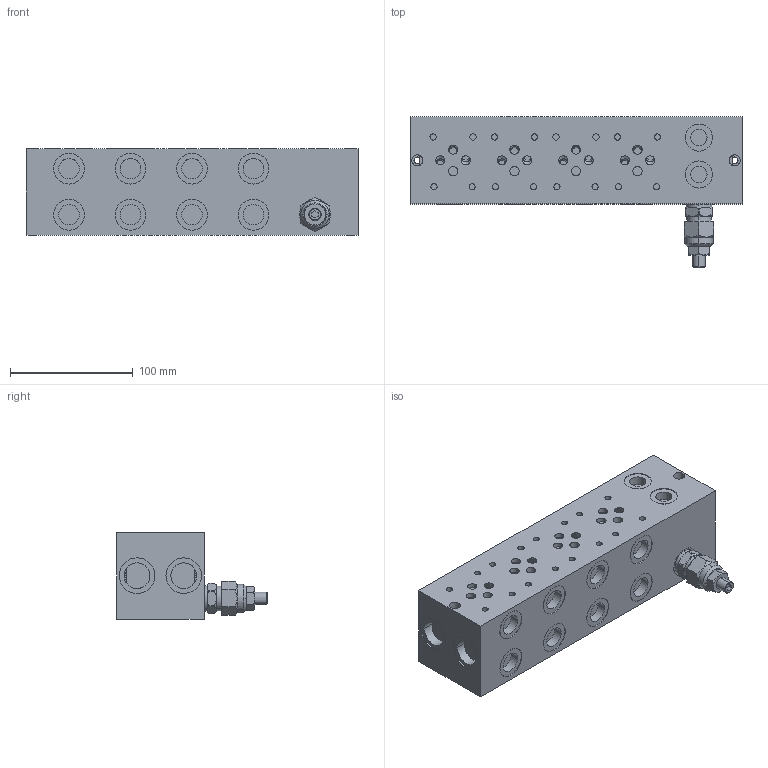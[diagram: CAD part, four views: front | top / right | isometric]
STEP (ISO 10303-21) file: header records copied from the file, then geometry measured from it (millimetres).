
FILE_DESCRIPTION( ( 'STEP AP214' ), '1' );
FILE_NAME( 'tmp0.step', '2009-03-30T09:53:01', ( ' ' ), ( ' ' ), 'XStep 1.0', ' ', ' ' );
FILE_SCHEMA( ( 'automotive_design' ) );
Length unit declared in the file: millimetre
Products named in the file (2): 1; 2
Bounding box: 270 x 122.4 x 70.5 mm (x, y, z)
Volume: 1320910.6 mm3; surface area: 108672.5 mm2
Topology: 2 solids, 2 shells, 450 faces, 1076 edges, 700 vertices
Faces by surface type: cylinder 191, plane 178, cone 81
Entity records: 26432 total; most frequent: CARTESIAN_POINT 3372, DIRECTION 2300, STYLED_ITEM 2226, PRESENTATION_STYLE_ASSIGNMENT 2226, COLOUR_RGB 2226, ORIENTED_EDGE 2148, EDGE_CURVE 1074, CURVE_STYLE 1074
